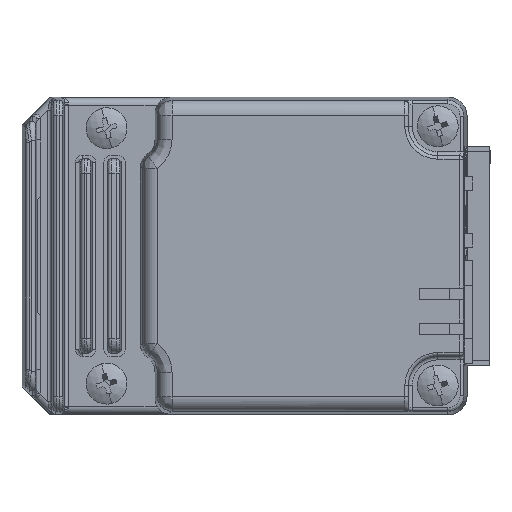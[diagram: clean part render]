
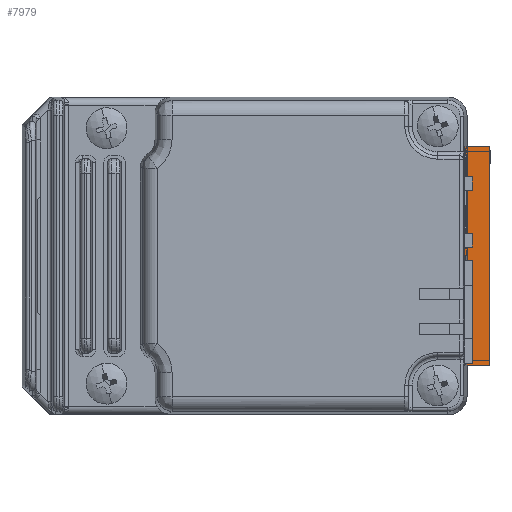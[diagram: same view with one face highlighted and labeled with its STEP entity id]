
A CAD part, front view. The second image highlights one B-rep face of the part: STEP entity #7979.
In plain terms, the highlighted planar face has unit normal (0, -1, 0).
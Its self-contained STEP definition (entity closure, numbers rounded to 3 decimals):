
#1193 = EDGE_CURVE ( 'NONE', #3918, #6275, #6808, .T. ) ;
#1323 = CARTESIAN_POINT ( 'NONE',  ( 46.069, -73.208, 69.5 ) ) ;
#1473 = ORIENTED_EDGE ( 'NONE', *, *, #15642, .F. ) ;
#1609 = ORIENTED_EDGE ( 'NONE', *, *, #1193, .F. ) ;
#1904 = DIRECTION ( 'NONE',  ( 0., 0., -1. ) ) ;
#2931 = ORIENTED_EDGE ( 'NONE', *, *, #12542, .T. ) ;
#3612 = ORIENTED_EDGE ( 'NONE', *, *, #7673, .F. ) ;
#3793 = DIRECTION ( 'NONE',  ( 0., 0., 1. ) ) ;
#3918 = VERTEX_POINT ( 'NONE', #7362 ) ;
#4096 = DIRECTION ( 'NONE',  ( 1., 0., 0. ) ) ;
#4116 = CARTESIAN_POINT ( 'NONE',  ( 46.069, -73.208, 39.5 ) ) ;
#4261 = VECTOR ( 'NONE', #3793, 1000. ) ;
#5066 = AXIS2_PLACEMENT_3D ( 'NONE', #7770, #11748, #17003 ) ;
#5496 = CARTESIAN_POINT ( 'NONE',  ( 33.369, -73.208, 39.5 ) ) ;
#5676 = VECTOR ( 'NONE', #13258, 1000. ) ;
#5875 = LINE ( 'NONE', #14605, #16795 ) ;
#6185 = VECTOR ( 'NONE', #10486, 1000. ) ;
#6275 = VERTEX_POINT ( 'NONE', #7186 ) ;
#6808 = LINE ( 'NONE', #1323, #6185 ) ;
#7028 = VERTEX_POINT ( 'NONE', #5496 ) ;
#7123 = LINE ( 'NONE', #16237, #11036 ) ;
#7186 = CARTESIAN_POINT ( 'NONE',  ( 46.069, -73.208, 69.5 ) ) ;
#7362 = CARTESIAN_POINT ( 'NONE',  ( 33.369, -73.208, 69.5 ) ) ;
#7551 = VECTOR ( 'NONE', #15190, 1000. ) ;
#7649 = CARTESIAN_POINT ( 'NONE',  ( 36.469, -73.208, 68.3 ) ) ;
#7673 = EDGE_CURVE ( 'NONE', #6275, #10138, #7123, .T. ) ;
#7762 = LINE ( 'NONE', #11131, #7551 ) ;
#7770 = CARTESIAN_POINT ( 'NONE',  ( 46.069, -73.208, 69.5 ) ) ;
#7825 = ORIENTED_EDGE ( 'NONE', *, *, #8062, .F. ) ;
#7979 = ADVANCED_FACE ( 'NONE', ( #9376 ), #15506, .F. ) ;
#8023 = VECTOR ( 'NONE', #4096, 1000. ) ;
#8062 = EDGE_CURVE ( 'NONE', #10138, #7028, #13089, .T. ) ;
#8239 = ORIENTED_EDGE ( 'NONE', *, *, #12167, .F. ) ;
#9368 = DIRECTION ( 'NONE',  ( 0., 0., -1. ) ) ;
#9376 = FACE_OUTER_BOUND ( 'NONE', #9773, .T. ) ;
#9394 = ORIENTED_EDGE ( 'NONE', *, *, #15434, .T. ) ;
#9773 = EDGE_LOOP ( 'NONE', ( #7825, #3612, #1609, #2931, #10358, #8239, #1473, #9394 ) ) ;
#10138 = VERTEX_POINT ( 'NONE', #12349 ) ;
#10274 = LINE ( 'NONE', #15886, #8023 ) ;
#10312 = CARTESIAN_POINT ( 'NONE',  ( 36.469, -73.208, 40.7 ) ) ;
#10358 = ORIENTED_EDGE ( 'NONE', *, *, #11279, .F. ) ;
#10414 = VERTEX_POINT ( 'NONE', #12849 ) ;
#10486 = DIRECTION ( 'NONE',  ( 1., 0., 0. ) ) ;
#10607 = CARTESIAN_POINT ( 'NONE',  ( 33.369, -73.208, 40.7 ) ) ;
#11036 = VECTOR ( 'NONE', #1904, 1000. ) ;
#11131 = CARTESIAN_POINT ( 'NONE',  ( 46.069, -73.208, 68.3 ) ) ;
#11279 = EDGE_CURVE ( 'NONE', #13289, #15906, #7762, .T. ) ;
#11622 = VERTEX_POINT ( 'NONE', #10607 ) ;
#11748 = DIRECTION ( 'NONE',  ( 0., 1., 0. ) ) ;
#12167 = EDGE_CURVE ( 'NONE', #10414, #13289, #15575, .T. ) ;
#12349 = CARTESIAN_POINT ( 'NONE',  ( 46.069, -73.208, 39.5 ) ) ;
#12542 = EDGE_CURVE ( 'NONE', #3918, #15906, #5875, .T. ) ;
#12581 = LINE ( 'NONE', #14022, #15472 ) ;
#12849 = CARTESIAN_POINT ( 'NONE',  ( 36.469, -73.208, 40.7 ) ) ;
#13089 = LINE ( 'NONE', #4116, #5676 ) ;
#13258 = DIRECTION ( 'NONE',  ( -1., 0., 0. ) ) ;
#13289 = VERTEX_POINT ( 'NONE', #7649 ) ;
#13537 = CARTESIAN_POINT ( 'NONE',  ( 33.369, -73.208, 68.3 ) ) ;
#14022 = CARTESIAN_POINT ( 'NONE',  ( 33.369, -73.208, 69.5 ) ) ;
#14605 = CARTESIAN_POINT ( 'NONE',  ( 33.369, -73.208, 69.5 ) ) ;
#15190 = DIRECTION ( 'NONE',  ( -1., 0., 0. ) ) ;
#15434 = EDGE_CURVE ( 'NONE', #11622, #7028, #12581, .T. ) ;
#15472 = VECTOR ( 'NONE', #16685, 1000. ) ;
#15506 = PLANE ( 'NONE',  #5066 ) ;
#15575 = LINE ( 'NONE', #10312, #4261 ) ;
#15642 = EDGE_CURVE ( 'NONE', #11622, #10414, #10274, .T. ) ;
#15886 = CARTESIAN_POINT ( 'NONE',  ( 46.069, -73.208, 40.7 ) ) ;
#15906 = VERTEX_POINT ( 'NONE', #13537 ) ;
#16237 = CARTESIAN_POINT ( 'NONE',  ( 46.069, -73.208, 69.5 ) ) ;
#16685 = DIRECTION ( 'NONE',  ( 0., 0., -1. ) ) ;
#16795 = VECTOR ( 'NONE', #9368, 1000. ) ;
#17003 = DIRECTION ( 'NONE',  ( 0., 0., 1. ) ) ;
